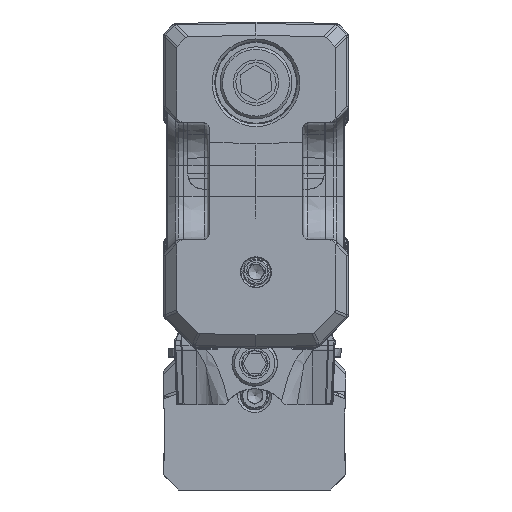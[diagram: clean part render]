
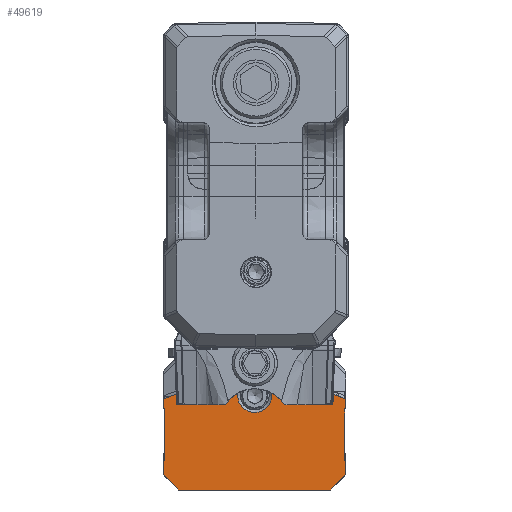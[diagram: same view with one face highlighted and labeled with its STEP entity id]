
A CAD part, front view. The second image highlights one B-rep face of the part: STEP entity #49619.
In plain terms, the highlighted planar face has unit normal (0, -1, 0).
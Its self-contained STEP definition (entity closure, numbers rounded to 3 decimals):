
#22447=PLANE('',#121425);
#33266=LINE('',#179306,#41580);
#33267=LINE('',#179308,#41581);
#33280=LINE('',#179344,#41594);
#33301=LINE('',#179406,#41615);
#33307=LINE('',#179428,#41621);
#33318=LINE('',#179456,#41632);
#33530=LINE('',#180525,#41844);
#33549=LINE('',#180686,#41863);
#33559=LINE('',#180710,#41873);
#34187=LINE('',#192332,#42574);
#34200=LINE('',#192361,#42587);
#34348=LINE('',#194042,#42735);
#34364=LINE('',#194126,#42751);
#34398=LINE('',#194283,#42785);
#34401=LINE('',#194289,#42788);
#34499=LINE('',#194956,#42886);
#34511=LINE('',#194986,#42898);
#34512=LINE('',#194989,#42899);
#41580=VECTOR('',#136422,1.);
#41581=VECTOR('',#136425,1.);
#41594=VECTOR('',#136452,1.);
#41615=VECTOR('',#136507,1.);
#41621=VECTOR('',#136527,1.);
#41632=VECTOR('',#136550,1.);
#41844=VECTOR('',#137492,1.);
#41863=VECTOR('',#137553,1.);
#41873=VECTOR('',#137573,1.);
#42574=VECTOR('',#140308,1.);
#42587=VECTOR('',#140335,1.);
#42735=VECTOR('',#140851,1.);
#42751=VECTOR('',#140933,1.);
#42785=VECTOR('',#141023,1.);
#42788=VECTOR('',#141030,1.);
#42886=VECTOR('',#141454,1.);
#42898=VECTOR('',#141502,1.);
#42899=VECTOR('',#141507,1.);
#49619=ADVANCED_FACE('',(#101195,#101196),#22447,.F.);
#56070=EDGE_LOOP('',(#77430,#77431,#77432,#77433,#77434,#77435,#77436,#77437,
#77438,#77439,#77440,#77441,#77442,#77443,#77444,#77445,#77446,#77447,#77448,
#77449,#77450,#77451));
#56071=EDGE_LOOP('',(#77452));
#77430=ORIENTED_EDGE('',*,*,#96134,.T.);
#77431=ORIENTED_EDGE('',*,*,#93229,.T.);
#77432=ORIENTED_EDGE('',*,*,#93230,.F.);
#77433=ORIENTED_EDGE('',*,*,#93248,.T.);
#77434=ORIENTED_EDGE('',*,*,#96133,.T.);
#77435=ORIENTED_EDGE('',*,*,#95882,.T.);
#77436=ORIENTED_EDGE('',*,*,#93816,.F.);
#77437=ORIENTED_EDGE('',*,*,#95949,.T.);
#77438=ORIENTED_EDGE('',*,*,#96121,.T.);
#77439=ORIENTED_EDGE('',*,*,#93303,.T.);
#77440=ORIENTED_EDGE('',*,*,#93289,.T.);
#77441=ORIENTED_EDGE('',*,*,#93278,.T.);
#77442=ORIENTED_EDGE('',*,*,#93803,.T.);
#77443=ORIENTED_EDGE('',*,*,#95952,.F.);
#77444=ORIENTED_EDGE('',*,*,#95600,.F.);
#77445=ORIENTED_EDGE('',*,*,#95602,.F.);
#77446=ORIENTED_EDGE('',*,*,#96011,.F.);
#77447=ORIENTED_EDGE('',*,*,#93754,.T.);
#77448=ORIENTED_EDGE('',*,*,#96013,.T.);
#77449=ORIENTED_EDGE('',*,*,#95907,.T.);
#77450=ORIENTED_EDGE('',*,*,#95906,.T.);
#77451=ORIENTED_EDGE('',*,*,#95587,.T.);
#77452=ORIENTED_EDGE('',*,*,#93530,.T.);
#93229=EDGE_CURVE('',#105639,#105640,#33266,.T.);
#93230=EDGE_CURVE('',#105641,#105640,#33267,.T.);
#93248=EDGE_CURVE('',#105641,#105656,#33280,.T.);
#93278=EDGE_CURVE('',#105677,#105680,#33301,.T.);
#93289=EDGE_CURVE('',#105690,#105677,#33307,.T.);
#93303=EDGE_CURVE('',#105699,#105690,#33318,.T.);
#93530=EDGE_CURVE('',#105885,#105885,#111590,.T.);
#93754=EDGE_CURVE('',#106064,#106063,#33530,.T.);
#93803=EDGE_CURVE('',#105680,#106110,#33549,.T.);
#93816=EDGE_CURVE('',#106119,#106120,#33559,.T.);
#95587=EDGE_CURVE('',#107246,#107245,#34187,.T.);
#95600=EDGE_CURVE('',#107253,#107252,#112150,.T.);
#95602=EDGE_CURVE('',#107254,#107253,#34200,.T.);
#95882=EDGE_CURVE('',#107372,#106120,#34348,.T.);
#95906=EDGE_CURVE('',#107383,#107246,#112184,.T.);
#95907=EDGE_CURVE('',#107384,#107383,#34364,.T.);
#95949=EDGE_CURVE('',#106119,#107398,#34398,.T.);
#95952=EDGE_CURVE('',#107252,#106110,#34401,.T.);
#96011=EDGE_CURVE('',#106064,#107254,#112200,.T.);
#96013=EDGE_CURVE('',#106063,#107384,#112201,.T.);
#96121=EDGE_CURVE('',#107398,#105699,#34499,.T.);
#96133=EDGE_CURVE('',#105656,#107372,#34511,.T.);
#96134=EDGE_CURVE('',#107245,#105639,#34512,.T.);
#101195=FACE_BOUND('',#56070,.T.);
#101196=FACE_BOUND('',#56071,.T.);
#105639=VERTEX_POINT('',#179303);
#105640=VERTEX_POINT('',#179305);
#105641=VERTEX_POINT('',#179309);
#105656=VERTEX_POINT('',#179343);
#105677=VERTEX_POINT('',#179400);
#105680=VERTEX_POINT('',#179405);
#105690=VERTEX_POINT('',#179429);
#105699=VERTEX_POINT('',#179453);
#105885=VERTEX_POINT('',#180017);
#106063=VERTEX_POINT('',#180524);
#106064=VERTEX_POINT('',#180526);
#106110=VERTEX_POINT('',#180685);
#106119=VERTEX_POINT('',#180709);
#106120=VERTEX_POINT('',#180711);
#107245=VERTEX_POINT('',#192331);
#107246=VERTEX_POINT('',#192333);
#107252=VERTEX_POINT('',#192354);
#107253=VERTEX_POINT('',#192356);
#107254=VERTEX_POINT('',#192360);
#107372=VERTEX_POINT('',#194040);
#107383=VERTEX_POINT('',#194123);
#107384=VERTEX_POINT('',#194127);
#107398=VERTEX_POINT('',#194282);
#111590=CIRCLE('',#119767,1.7);
#112150=CIRCLE('',#120992,0.8);
#112184=CIRCLE('',#121209,0.8);
#112200=CIRCLE('',#121301,0.8);
#112201=CIRCLE('',#121305,0.8);
#119767=AXIS2_PLACEMENT_3D('',#180016,#137027,#137028);
#120992=AXIS2_PLACEMENT_3D('',#192357,#140330,#140331);
#121209=AXIS2_PLACEMENT_3D('',#194124,#140929,#140930);
#121301=AXIS2_PLACEMENT_3D('',#194606,#141174,#141175);
#121305=AXIS2_PLACEMENT_3D('',#194611,#141183,#141184);
#121425=AXIS2_PLACEMENT_3D('',#194991,#141510,#141511);
#136422=DIRECTION('',(1.,0.,0.));
#136425=DIRECTION('',(0.,0.,1.));
#136452=DIRECTION('',(-1.,0.,0.));
#136507=DIRECTION('',(1.,0.,0.));
#136527=DIRECTION('',(0.,0.,1.));
#136550=DIRECTION('',(-1.,0.,0.));
#137027=DIRECTION('',(0.,1.,0.));
#137028=DIRECTION('',(-1.,0.,0.));
#137492=DIRECTION('',(-1.,0.,0.));
#137553=DIRECTION('',(0.,0.,1.));
#137573=DIRECTION('',(-1.,0.,0.));
#140308=DIRECTION('',(-0.94,0.,-0.342));
#140330=DIRECTION('',(0.,-1.,0.));
#140331=DIRECTION('',(-1.,0.,0.));
#140335=DIRECTION('',(-0.5,0.,-0.866));
#140851=DIRECTION('',(0.707,0.,-0.707));
#140929=DIRECTION('',(0.,1.,0.));
#140930=DIRECTION('',(-1.,0.,0.));
#140933=DIRECTION('',(0.5,0.,-0.866));
#141023=DIRECTION('',(0.707,0.,0.707));
#141030=DIRECTION('',(0.94,0.,-0.342));
#141174=DIRECTION('',(0.,1.,0.));
#141175=DIRECTION('',(-1.,0.,0.));
#141183=DIRECTION('',(0.,-1.,0.));
#141184=DIRECTION('',(-1.,0.,0.));
#141454=DIRECTION('',(0.,0.,1.));
#141502=DIRECTION('',(0.,0.,-1.));
#141507=DIRECTION('',(0.,0.,-1.));
#141510=DIRECTION('',(0.,1.,0.));
#141511=DIRECTION('',(0.,0.,1.));
#179303=CARTESIAN_POINT('',(-9.,812.5,-38.2));
#179305=CARTESIAN_POINT('',(-8.885,812.5,-38.2));
#179306=CARTESIAN_POINT('',(0.,812.5,-38.2));
#179308=CARTESIAN_POINT('',(-8.885,812.5,-46.2));
#179309=CARTESIAN_POINT('',(-8.885,812.5,-43.285));
#179343=CARTESIAN_POINT('',(-9.,812.5,-43.285));
#179344=CARTESIAN_POINT('',(0.,812.5,-43.285));
#179400=CARTESIAN_POINT('',(8.885,812.5,-38.2));
#179405=CARTESIAN_POINT('',(9.,812.5,-38.2));
#179406=CARTESIAN_POINT('',(0.,812.5,-38.2));
#179428=CARTESIAN_POINT('',(8.885,812.5,-46.2));
#179429=CARTESIAN_POINT('',(8.885,812.5,-43.285));
#179453=CARTESIAN_POINT('',(9.,812.5,-43.285));
#179456=CARTESIAN_POINT('',(0.,812.5,-43.285));
#180016=CARTESIAN_POINT('',(0.,812.5,-36.874));
#180017=CARTESIAN_POINT('',(-1.7,812.5,-36.874));
#180524=CARTESIAN_POINT('',(-5.922,812.5,-33.2));
#180525=CARTESIAN_POINT('',(0.,812.5,-33.2));
#180526=CARTESIAN_POINT('',(5.922,812.5,-33.2));
#180685=CARTESIAN_POINT('',(9.,812.5,-37.2));
#180686=CARTESIAN_POINT('',(9.,812.5,-46.2));
#180709=CARTESIAN_POINT('',(7.5,812.5,-46.2));
#180710=CARTESIAN_POINT('',(0.,812.5,-46.2));
#180711=CARTESIAN_POINT('',(-7.5,812.5,-46.2));
#192331=CARTESIAN_POINT('',(-9.,812.5,-37.2));
#192332=CARTESIAN_POINT('',(-3.945,812.5,-35.36));
#192333=CARTESIAN_POINT('',(-5.922,812.5,-36.08));
#192354=CARTESIAN_POINT('',(5.922,812.5,-36.08));
#192356=CARTESIAN_POINT('',(5.502,812.5,-34.928));
#192357=CARTESIAN_POINT('',(6.195,812.5,-35.328));
#192360=CARTESIAN_POINT('',(5.985,812.5,-34.092));
#192361=CARTESIAN_POINT('',(-0.754,812.5,-45.765));
#194040=CARTESIAN_POINT('',(-9.,812.5,-44.7));
#194042=CARTESIAN_POINT('',(-3.75,812.5,-49.95));
#194123=CARTESIAN_POINT('',(-5.502,812.5,-34.928));
#194124=CARTESIAN_POINT('',(-6.195,812.5,-35.328));
#194126=CARTESIAN_POINT('',(0.754,812.5,-45.765));
#194127=CARTESIAN_POINT('',(-5.985,812.5,-34.092));
#194282=CARTESIAN_POINT('',(9.,812.5,-44.7));
#194283=CARTESIAN_POINT('',(3.75,812.5,-49.95));
#194289=CARTESIAN_POINT('',(3.945,812.5,-35.36));
#194606=CARTESIAN_POINT('',(5.292,812.5,-33.692));
#194611=CARTESIAN_POINT('',(-5.292,812.5,-33.692));
#194956=CARTESIAN_POINT('',(9.,812.5,-46.2));
#194986=CARTESIAN_POINT('',(-9.,812.5,-46.2));
#194989=CARTESIAN_POINT('',(-9.,812.5,-46.2));
#194991=CARTESIAN_POINT('',(0.,812.5,-46.2));
